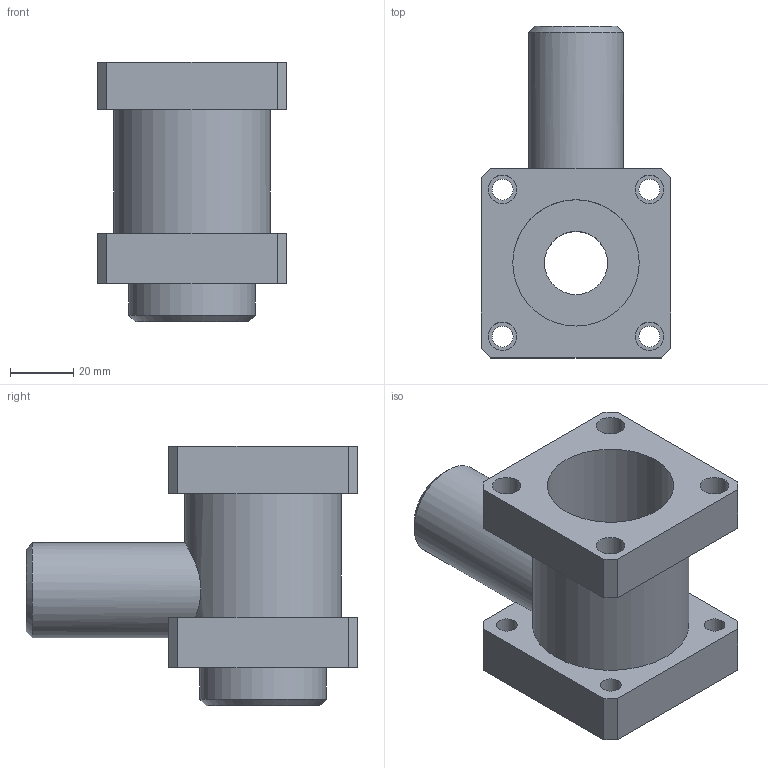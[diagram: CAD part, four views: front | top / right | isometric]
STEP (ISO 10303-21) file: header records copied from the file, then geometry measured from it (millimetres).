
FILE_DESCRIPTION(/* description */ ('BLOCCASTELO COMPLETO Ø50'),/* implementation_level */ '2;1');
FILE_NAME(/* name */ '1320_50_51BS.stp',/* time_stamp */ '2021-01-07T14:44:19+01:00',/* author */ ('mariama1'),/* organization */ ('Pneumax S.p.A.'),/* preprocessor_version */ 'ST-DEVELOPER v17',/* originating_system */ 'Autodesk Inventor 2019',/* authorisation */ '');
FILE_SCHEMA (('AUTOMOTIVE_DESIGN { 1 0 10303 214 3 1 1 }'));
Length unit declared in the file: millimetre
Products named in the file (1): 1320.50.51BS
Bounding box: 60 x 105 x 82 mm (x, y, z)
Volume: 176593.6 mm3; surface area: 38459.7 mm2
Topology: 1 solids, 1 shells, 42 faces, 117 edges, 81 vertices
Faces by surface type: plane 24, cylinder 14, cone 4
Full cylindrical faces by diameter (mm): 6.647 x4, 8.5 x1, 9 x4, 20 x1, 30 x1, 40 x2, 49.5 x1
Entity records: 1502 total; most frequent: CARTESIAN_POINT 280, DIRECTION 247, ORIENTED_EDGE 234, EDGE_CURVE 117, AXIS2_PLACEMENT_3D 89, VERTEX_POINT 81, LINE 69, VECTOR 69
